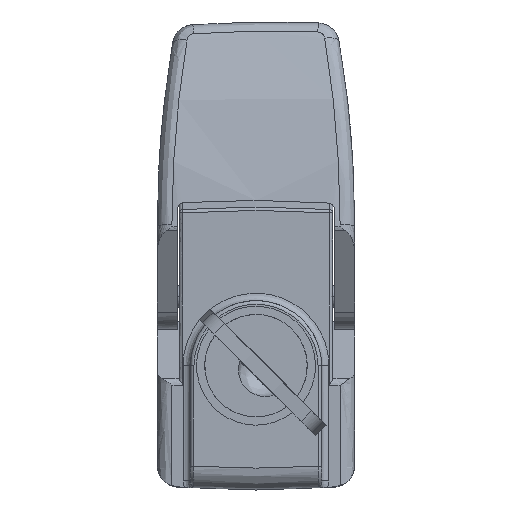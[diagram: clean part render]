
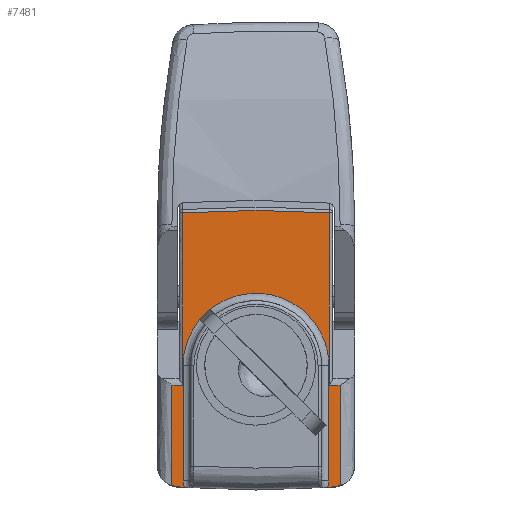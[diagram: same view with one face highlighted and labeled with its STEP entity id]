
A CAD part, front view. The second image highlights one B-rep face of the part: STEP entity #7481.
In plain terms, the highlighted free-form (B-spline) face has degree [1, 1] with [2, 2] control points.
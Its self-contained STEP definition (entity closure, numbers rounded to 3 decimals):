
#4103=CARTESIAN_POINT('',(-16.2,10.0,13.399));
#4104=VERTEX_POINT('',#4103);
#4323=CARTESIAN_POINT('',(-16.2,-10.0,13.399));
#4324=VERTEX_POINT('',#4323);
#4369=CARTESIAN_POINT('',(-16.2,10.0,-10.159));
#4370=VERTEX_POINT('',#4369);
#4371=CARTESIAN_POINT('',(-16.2,10.0,13.399));
#4372=CARTESIAN_POINT('',(-16.2,10.0,-10.159));
#4373=QUASI_UNIFORM_CURVE('',1,(#4371,#4372),.UNSPECIFIED.,.F.,.U.);
#4374=EDGE_CURVE('',#4104,#4370,#4373,.T.);
#4427=CARTESIAN_POINT('',(-16.2,-10.0,13.399));
#4428=CARTESIAN_POINT('',(-16.2,0.,14.068));
#4429=CARTESIAN_POINT('',(-16.2,10.0,13.399));
#4437=(BOUNDED_CURVE()B_SPLINE_CURVE(2,(#4427,#4428,#4429),.UNSPECIFIED.,.F.,.U.)CURVE()GEOMETRIC_REPRESENTATION_ITEM()QUASI_UNIFORM_CURVE()RATIONAL_B_SPLINE_CURVE((1.0,0.998,1.0))REPRESENTATION_ITEM(''));
#4438=EDGE_CURVE('',#4324,#4104,#4437,.T.);
#4480=CARTESIAN_POINT('',(-16.2,-10.0,-10.159));
#4481=VERTEX_POINT('',#4480);
#4482=CARTESIAN_POINT('',(-16.2,-10.0,-10.159));
#4483=CARTESIAN_POINT('',(-16.2,-10.0,13.399));
#4484=QUASI_UNIFORM_CURVE('',1,(#4482,#4483),.UNSPECIFIED.,.F.,.U.);
#4485=EDGE_CURVE('',#4481,#4324,#4484,.T.);
#4529=CARTESIAN_POINT('',(-16.2,-11.5,-23.953));
#4530=VERTEX_POINT('',#4529);
#4586=CARTESIAN_POINT('',(-16.2,-11.5,-10.159));
#4587=VERTEX_POINT('',#4586);
#4607=CARTESIAN_POINT('',(-16.2,-11.5,-23.953));
#4608=CARTESIAN_POINT('',(-16.2,-11.5,-10.159));
#4609=QUASI_UNIFORM_CURVE('',1,(#4607,#4608),.UNSPECIFIED.,.F.,.U.);
#4610=EDGE_CURVE('',#4530,#4587,#4609,.T.);
#4653=CARTESIAN_POINT('',(-16.2,11.5,-23.953));
#4654=VERTEX_POINT('',#4653);
#4688=CARTESIAN_POINT('',(-16.2,11.5,-10.159));
#4689=VERTEX_POINT('',#4688);
#4690=CARTESIAN_POINT('',(-16.2,11.5,-10.159));
#4691=CARTESIAN_POINT('',(-16.2,11.5,-23.953));
#4692=QUASI_UNIFORM_CURVE('',1,(#4690,#4691),.UNSPECIFIED.,.F.,.U.);
#4693=EDGE_CURVE('',#4689,#4654,#4692,.T.);
#4731=CARTESIAN_POINT('',(-16.2,-11.5,-10.159));
#4732=CARTESIAN_POINT('',(-16.2,-10.0,-10.159));
#4733=QUASI_UNIFORM_CURVE('',1,(#4731,#4732),.UNSPECIFIED.,.F.,.U.);
#4734=EDGE_CURVE('',#4587,#4481,#4733,.T.);
#4766=CARTESIAN_POINT('',(-16.2,10.0,-10.159));
#4767=CARTESIAN_POINT('',(-16.2,11.5,-10.159));
#4768=QUASI_UNIFORM_CURVE('',1,(#4766,#4767),.UNSPECIFIED.,.F.,.U.);
#4769=EDGE_CURVE('',#4370,#4689,#4768,.T.);
#6200=CARTESIAN_POINT('',(-16.2,-9.98,-23.258));
#6201=VERTEX_POINT('',#6200);
#6242=CARTESIAN_POINT('',(-16.2,-9.781,-24.139));
#6243=VERTEX_POINT('',#6242);
#6268=CARTESIAN_POINT('',(-16.2,-9.98,-23.258));
#6269=CARTESIAN_POINT('',(-16.2,-9.98,-23.412));
#6270=CARTESIAN_POINT('',(-16.2,-9.965,-23.562));
#6271=CARTESIAN_POINT('',(-16.2,-9.917,-23.783));
#6272=CARTESIAN_POINT('',(-16.2,-9.896,-23.855));
#6273=CARTESIAN_POINT('',(-16.2,-9.846,-23.999));
#6274=CARTESIAN_POINT('',(-16.2,-9.816,-24.07));
#6275=CARTESIAN_POINT('',(-16.2,-9.781,-24.139));
#6276=B_SPLINE_CURVE_WITH_KNOTS('',3,(#6268,#6269,#6270,#6271,#6272,#6273,#6274,#6275),.UNSPECIFIED.,.F.,.U.,(4,2,2,4),(0.0,0.5,0.75,1.0),.UNSPECIFIED.);
#6277=EDGE_CURVE('',#6201,#6243,#6276,.T.);
#6296=CARTESIAN_POINT('',(-16.2,-9.98,-7.496));
#6297=VERTEX_POINT('',#6296);
#6338=CARTESIAN_POINT('',(-16.2,-9.98,-7.496));
#6339=CARTESIAN_POINT('',(-16.2,-9.98,-23.258));
#6340=QUASI_UNIFORM_CURVE('',1,(#6338,#6339),.UNSPECIFIED.,.F.,.U.);
#6341=EDGE_CURVE('',#6297,#6201,#6340,.T.);
#6369=CARTESIAN_POINT('',(-16.2,9.98,-7.496));
#6370=VERTEX_POINT('',#6369);
#6421=CARTESIAN_POINT('',(-16.2,9.98,-7.496));
#6422=CARTESIAN_POINT('',(-16.2,9.896,2.4));
#6423=CARTESIAN_POINT('',(-16.2,0.,2.4));
#6424=CARTESIAN_POINT('',(-16.2,-9.896,2.4));
#6425=CARTESIAN_POINT('',(-16.2,-9.98,-7.496));
#6433=(BOUNDED_CURVE()B_SPLINE_CURVE(2,(#6421,#6422,#6423,#6424,#6425),.UNSPECIFIED.,.F.,.U.)B_SPLINE_CURVE_WITH_KNOTS((3,2,3),(0.0,0.5,1.0),.UNSPECIFIED.)CURVE()GEOMETRIC_REPRESENTATION_ITEM()RATIONAL_B_SPLINE_CURVE((1.0,0.71,1.0,0.71,1.0))REPRESENTATION_ITEM(''));
#6434=EDGE_CURVE('',#6370,#6297,#6433,.T.);
#6453=CARTESIAN_POINT('',(-16.2,9.98,-23.258));
#6454=VERTEX_POINT('',#6453);
#6476=CARTESIAN_POINT('',(-16.2,9.98,-23.258));
#6477=CARTESIAN_POINT('',(-16.2,9.98,-7.496));
#6478=QUASI_UNIFORM_CURVE('',1,(#6476,#6477),.UNSPECIFIED.,.F.,.U.);
#6479=EDGE_CURVE('',#6454,#6370,#6478,.T.);
#6574=CARTESIAN_POINT('',(-16.2,9.781,-24.139));
#6575=VERTEX_POINT('',#6574);
#6620=CARTESIAN_POINT('',(-16.2,9.781,-24.139));
#6621=CARTESIAN_POINT('',(-16.2,9.816,-24.07));
#6622=CARTESIAN_POINT('',(-16.2,9.846,-23.999));
#6623=CARTESIAN_POINT('',(-16.2,9.896,-23.855));
#6624=CARTESIAN_POINT('',(-16.2,9.917,-23.783));
#6625=CARTESIAN_POINT('',(-16.2,9.965,-23.562));
#6626=CARTESIAN_POINT('',(-16.2,9.98,-23.412));
#6627=CARTESIAN_POINT('',(-16.2,9.98,-23.258));
#6628=B_SPLINE_CURVE_WITH_KNOTS('',3,(#6620,#6621,#6622,#6623,#6624,#6625,#6626,#6627),.UNSPECIFIED.,.F.,.U.,(4,2,2,4),(0.0,0.25,0.5,1.0),.UNSPECIFIED.);
#6629=EDGE_CURVE('',#6575,#6454,#6628,.T.);
#7150=CARTESIAN_POINT('',(-16.2,11.215,-24.038));
#7151=VERTEX_POINT('',#7150);
#7152=CARTESIAN_POINT('',(-16.2,11.215,-24.038));
#7153=CARTESIAN_POINT('',(-16.2,10.498,-24.092));
#7154=CARTESIAN_POINT('',(-16.2,9.781,-24.139));
#7162=(BOUNDED_CURVE()B_SPLINE_CURVE(2,(#7152,#7153,#7154),.UNSPECIFIED.,.F.,.U.)CURVE()GEOMETRIC_REPRESENTATION_ITEM()QUASI_UNIFORM_CURVE()RATIONAL_B_SPLINE_CURVE((1.0,1.,1.0))REPRESENTATION_ITEM(''));
#7163=EDGE_CURVE('',#7151,#6575,#7162,.T.);
#7197=CARTESIAN_POINT('',(-16.2,-11.215,-24.038));
#7198=VERTEX_POINT('',#7197);
#7214=CARTESIAN_POINT('',(-16.2,-9.781,-24.139));
#7215=CARTESIAN_POINT('',(-16.2,-10.498,-24.092));
#7216=CARTESIAN_POINT('',(-16.2,-11.215,-24.038));
#7224=(BOUNDED_CURVE()B_SPLINE_CURVE(2,(#7214,#7215,#7216),.UNSPECIFIED.,.F.,.U.)CURVE()GEOMETRIC_REPRESENTATION_ITEM()QUASI_UNIFORM_CURVE()RATIONAL_B_SPLINE_CURVE((1.0,1.,1.0))REPRESENTATION_ITEM(''));
#7225=EDGE_CURVE('',#6243,#7198,#7224,.T.);
#7350=CARTESIAN_POINT('',(-16.2,11.215,-24.038));
#7351=CARTESIAN_POINT('',(-16.2,11.36,-24.003));
#7352=CARTESIAN_POINT('',(-16.2,11.5,-23.953));
#7360=(BOUNDED_CURVE()B_SPLINE_CURVE(2,(#7350,#7351,#7352),.UNSPECIFIED.,.F.,.U.)CURVE()GEOMETRIC_REPRESENTATION_ITEM()QUASI_UNIFORM_CURVE()RATIONAL_B_SPLINE_CURVE((1.0,0.999,1.0))REPRESENTATION_ITEM(''));
#7361=EDGE_CURVE('',#7151,#4654,#7360,.T.);
#7395=CARTESIAN_POINT('',(-16.2,-11.5,-23.953));
#7396=CARTESIAN_POINT('',(-16.2,-11.36,-24.003));
#7397=CARTESIAN_POINT('',(-16.2,-11.215,-24.038));
#7405=(BOUNDED_CURVE()B_SPLINE_CURVE(2,(#7395,#7396,#7397),.UNSPECIFIED.,.F.,.U.)CURVE()GEOMETRIC_REPRESENTATION_ITEM()QUASI_UNIFORM_CURVE()RATIONAL_B_SPLINE_CURVE((1.0,0.999,1.0))REPRESENTATION_ITEM(''));
#7406=EDGE_CURVE('',#4530,#7198,#7405,.T.);
#7458=CARTESIAN_POINT('',(-16.2,12.649,15.625));
#7459=CARTESIAN_POINT('',(-16.2,-12.649,15.625));
#7460=CARTESIAN_POINT('',(-16.2,12.649,-26.03));
#7461=CARTESIAN_POINT('',(-16.2,-12.649,-26.03));
#7462=B_SPLINE_SURFACE_WITH_KNOTS('',1,1,((#7458,#7460),(#7459,#7461)),.UNSPECIFIED.,.F.,.F.,.U.,(2,2),(2,2),(0.0,25.298),(0.0,41.655),.UNSPECIFIED.);
#7463=ORIENTED_EDGE('',*,*,#4374,.T.);
#7464=ORIENTED_EDGE('',*,*,#4769,.T.);
#7465=ORIENTED_EDGE('',*,*,#4693,.T.);
#7466=ORIENTED_EDGE('',*,*,#7361,.F.);
#7467=ORIENTED_EDGE('',*,*,#7163,.T.);
#7468=ORIENTED_EDGE('',*,*,#6629,.T.);
#7469=ORIENTED_EDGE('',*,*,#6479,.T.);
#7470=ORIENTED_EDGE('',*,*,#6434,.T.);
#7471=ORIENTED_EDGE('',*,*,#6341,.T.);
#7472=ORIENTED_EDGE('',*,*,#6277,.T.);
#7473=ORIENTED_EDGE('',*,*,#7225,.T.);
#7474=ORIENTED_EDGE('',*,*,#7406,.F.);
#7475=ORIENTED_EDGE('',*,*,#4610,.T.);
#7476=ORIENTED_EDGE('',*,*,#4734,.T.);
#7477=ORIENTED_EDGE('',*,*,#4485,.T.);
#7478=ORIENTED_EDGE('',*,*,#4438,.T.);
#7479=EDGE_LOOP('',(#7463,#7464,#7465,#7466,#7467,#7468,#7469,#7470,#7471,#7472,#7473,#7474,#7475,#7476,#7477,#7478));
#7480=FACE_OUTER_BOUND('',#7479,.T.);
#7481=ADVANCED_FACE('',(#7480),#7462,.F.);
